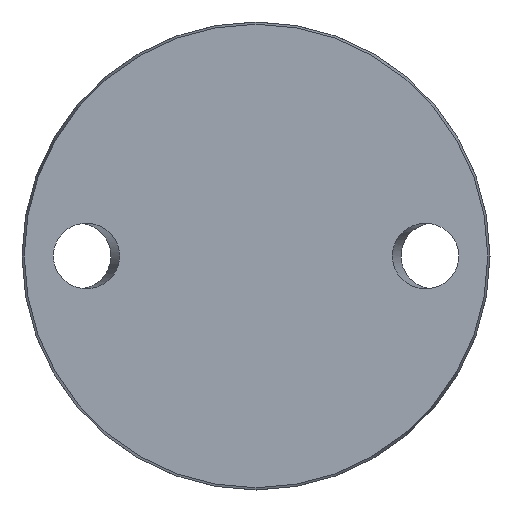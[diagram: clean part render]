
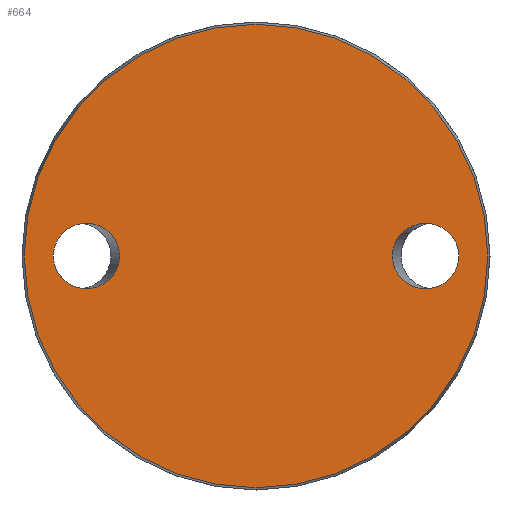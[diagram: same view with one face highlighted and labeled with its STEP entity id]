
A CAD part, front view. The second image highlights one B-rep face of the part: STEP entity #664.
In plain terms, the highlighted planar face has unit normal (0, -1, 0).
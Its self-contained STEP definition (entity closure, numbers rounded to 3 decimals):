
#13 = AXIS2_PLACEMENT_3D ( 'NONE', #310, #131, #305 ) ;
#25 = ORIENTED_EDGE ( 'NONE', *, *, #503, .T. ) ;
#36 = DIRECTION ( 'NONE',  ( 0., 0., 1. ) ) ;
#39 = EDGE_CURVE ( 'NONE', #75, #75, #88, .T. ) ;
#45 = CARTESIAN_POINT ( 'NONE',  ( -34.385, 0., -16.5 ) ) ;
#54 = CARTESIAN_POINT ( 'NONE',  ( 34.385, 0., -16.5 ) ) ;
#75 = VERTEX_POINT ( 'NONE', #188 ) ;
#88 =( BOUNDED_CURVE ( )  B_SPLINE_CURVE ( 3, ( #168, #600, #54, #646, #101, #587, #770 ),
 .UNSPECIFIED., .T., .F. ) 
 B_SPLINE_CURVE_WITH_KNOTS ( ( 4, 3, 4 ),
 ( 0., 3.142, 6.283 ),
 .UNSPECIFIED. ) 
 CURVE ( )  GEOMETRIC_REPRESENTATION_ITEM ( )  RATIONAL_B_SPLINE_CURVE ( ( 1., 0.333, 0.333, 1., 0.333, 0.333, 1. ) ) 
 REPRESENTATION_ITEM ( '' )  );
#101 = CARTESIAN_POINT ( 'NONE',  ( 34.385, 0., 16.5 ) ) ;
#131 = DIRECTION ( 'NONE',  ( 0., -1., 0. ) ) ;
#135 = EDGE_CURVE ( 'NONE', #674, #674, #614, .T. ) ;
#138 = CARTESIAN_POINT ( 'NONE',  ( -51.115, 0., 0. ) ) ;
#168 = CARTESIAN_POINT ( 'NONE',  ( 51.115, 0., 0. ) ) ;
#188 = CARTESIAN_POINT ( 'NONE',  ( 51.115, 0., 0. ) ) ;
#272 = CARTESIAN_POINT ( 'NONE',  ( -58.425, 0., 0. ) ) ;
#290 = CARTESIAN_POINT ( 'NONE',  ( -51.115, 0., -16.5 ) ) ;
#304 = CARTESIAN_POINT ( 'NONE',  ( -34.385, 0., 0. ) ) ;
#305 = DIRECTION ( 'NONE',  ( 0., 0., -1. ) ) ;
#310 = CARTESIAN_POINT ( 'NONE',  ( 0., 0., 0. ) ) ;
#312 = CARTESIAN_POINT ( 'NONE',  ( 0., 0., -58.425 ) ) ;
#351 = CARTESIAN_POINT ( 'NONE',  ( -51.115, 0., 16.5 ) ) ;
#394 = FACE_BOUND ( 'NONE', #395, .T. ) ;
#395 = EDGE_LOOP ( 'NONE', ( #25 ) ) ;
#404 = ORIENTED_EDGE ( 'NONE', *, *, #39, .T. ) ;
#499 =( BOUNDED_CURVE ( )  B_SPLINE_CURVE ( 3, ( #593, #351, #671, #304, #45, #290, #786 ),
 .UNSPECIFIED., .T., .F. ) 
 B_SPLINE_CURVE_WITH_KNOTS ( ( 4, 3, 4 ),
 ( 0., 3.142, 6.283 ),
 .UNSPECIFIED. ) 
 CURVE ( )  GEOMETRIC_REPRESENTATION_ITEM ( )  RATIONAL_B_SPLINE_CURVE ( ( 1., 0.333, 0.333, 1., 0.333, 0.333, 1. ) ) 
 REPRESENTATION_ITEM ( '' )  );
#503 = EDGE_CURVE ( 'NONE', #677, #677, #499, .T. ) ;
#510 = ORIENTED_EDGE ( 'NONE', *, *, #135, .T. ) ;
#518 = FACE_BOUND ( 'NONE', #567, .T. ) ;
#567 = EDGE_LOOP ( 'NONE', ( #404 ) ) ;
#575 = FACE_OUTER_BOUND ( 'NONE', #708, .T. ) ;
#587 = CARTESIAN_POINT ( 'NONE',  ( 51.115, 0., 16.5 ) ) ;
#593 = CARTESIAN_POINT ( 'NONE',  ( -51.115, 0., 0. ) ) ;
#600 = CARTESIAN_POINT ( 'NONE',  ( 51.115, 0., -16.5 ) ) ;
#614 = CIRCLE ( 'NONE', #13, 58.425 ) ;
#635 = DIRECTION ( 'NONE',  ( 0., 1., 0. ) ) ;
#646 = CARTESIAN_POINT ( 'NONE',  ( 34.385, 0., 0. ) ) ;
#664 = ADVANCED_FACE ( 'NONE', ( #394, #518, #575 ), #691, .F. ) ;
#671 = CARTESIAN_POINT ( 'NONE',  ( -34.385, 0., 16.5 ) ) ;
#674 = VERTEX_POINT ( 'NONE', #312 ) ;
#677 = VERTEX_POINT ( 'NONE', #138 ) ;
#691 = PLANE ( 'NONE',  #779 ) ;
#708 = EDGE_LOOP ( 'NONE', ( #510 ) ) ;
#770 = CARTESIAN_POINT ( 'NONE',  ( 51.115, 0., 0. ) ) ;
#779 = AXIS2_PLACEMENT_3D ( 'NONE', #272, #635, #36 ) ;
#786 = CARTESIAN_POINT ( 'NONE',  ( -51.115, 0., 0. ) ) ;
